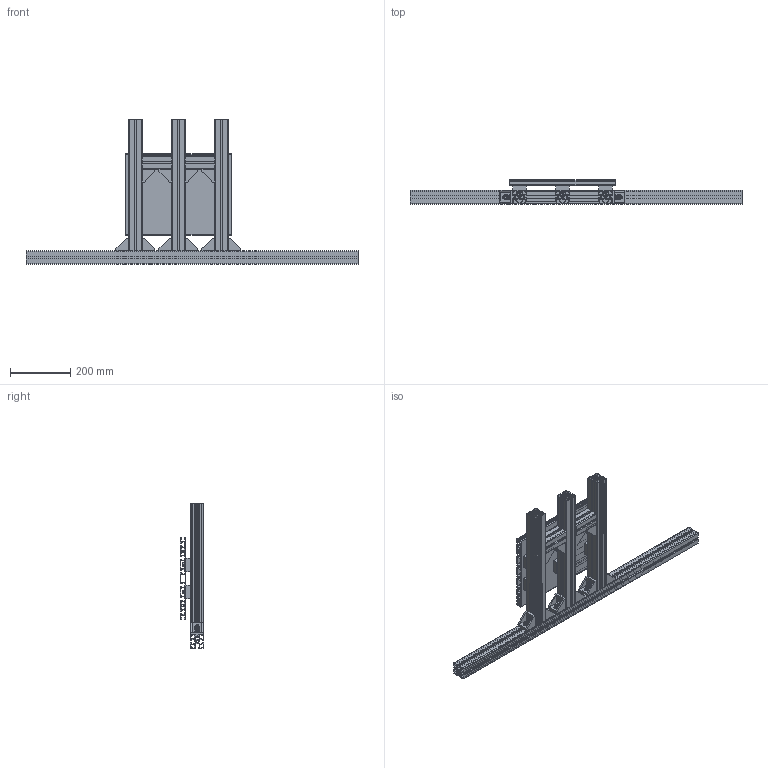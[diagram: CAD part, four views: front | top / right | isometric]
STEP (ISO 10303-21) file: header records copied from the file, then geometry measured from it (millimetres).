
FILE_DESCRIPTION((''),'2;1');
FILE_NAME('ROBOTERZELLE_ZUSAMMENBAU_ASM','2023-05-30T16:38:20',('Samuel'),(''),'CREO PARAMETRIC BY PTC INC, 2021404','CREO PARAMETRIC BY PTC INC, 2021404','');
FILE_SCHEMA(('CONFIG_CONTROL_DESIGN'));
Length unit declared in the file: millimetre
Products named in the file (10): BROFILBETT_270X19X350; 1100X45X45; 435X45X45; MINITEC_45X45X97_5; WINKEL_45; UNTERLAGEN_VERTIKALE_PLATTE; ISO4762-M8X30-10_9; DINENISO7090-8; MINITEC_GLEITMUTTER_M8; ROBOTERZELLE_ZUSAMMENBAU_ASM
Assembly tree (41 placements, depth 2):
  ROBOTERZELLE_ZUSAMMENBAU_ASM
    BROFILBETT_270X19X350
    1100X45X45
    435X45X45  x3
    MINITEC_45X45X97_5  x2
    WINKEL_45  x10
    UNTERLAGEN_VERTIKALE_PLATTE  x6
    ISO4762-M8X30-10_9  x6
    DINENISO7090-8  x6
    MINITEC_GLEITMUTTER_M8  x6
Bounding box: 1100 x 79 x 480 mm (x, y, z)
Volume: 2836553.1 mm3; surface area: 2064140.1 mm2
Topology: 31 solids, 87 shells, 2766 faces, 7610 edges, 4994 vertices
Faces by surface type: plane 1422, cylinder 992, cone 260, torus 92
Entity records: 29384 total; most frequent: CARTESIAN_POINT 5292, DIRECTION 5170, ORIENTED_EDGE 4922, EDGE_CURVE 2493, AXIS2_PLACEMENT_3D 1778, VERTEX_POINT 1653, VECTOR 1614, LINE 1614
